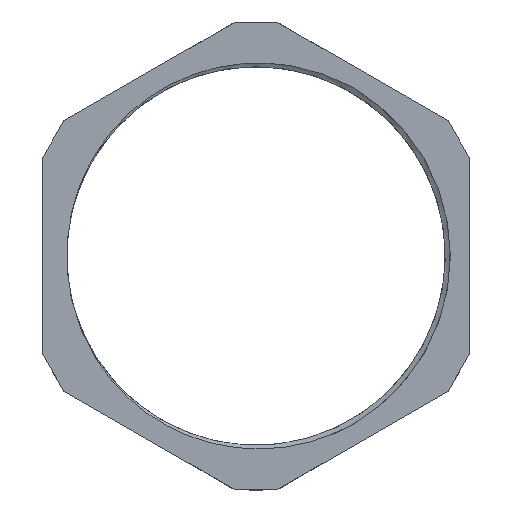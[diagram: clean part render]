
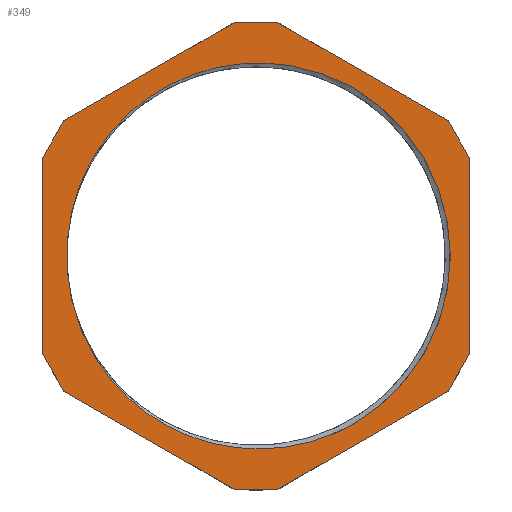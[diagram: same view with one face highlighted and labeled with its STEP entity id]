
A CAD part, top view. The second image highlights one B-rep face of the part: STEP entity #349.
In plain terms, the highlighted planar face has unit normal (0, 0, 1).
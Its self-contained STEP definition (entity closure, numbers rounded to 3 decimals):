
#17=FACE_BOUND('',#140,.T.);
#25=LINE('',#1263,#49);
#28=LINE('',#1273,#52);
#30=LINE('',#1279,#54);
#32=LINE('',#1287,#56);
#34=LINE('',#1293,#58);
#36=LINE('',#1301,#60);
#38=LINE('',#1307,#62);
#40=LINE('',#1316,#64);
#43=LINE('',#1325,#67);
#44=LINE('',#1330,#68);
#47=LINE('',#1339,#71);
#48=LINE('',#1342,#72);
#49=VECTOR('',#396,10.);
#52=VECTOR('',#401,10.);
#54=VECTOR('',#407,10.);
#56=VECTOR('',#411,10.);
#58=VECTOR('',#417,10.);
#60=VECTOR('',#421,10.);
#62=VECTOR('',#427,10.);
#64=VECTOR('',#431,10.);
#67=VECTOR('',#436,10.);
#68=VECTOR('',#441,10.);
#71=VECTOR('',#446,10.);
#72=VECTOR('',#451,10.);
#86=PLANE('',#385);
#88=CIRCLE('',#360,28.889);
#97=CIRCLE('',#384,29.65);
#118=FACE_OUTER_BOUND('',#139,.T.);
#139=EDGE_LOOP('',(#313,#314,#315,#316,#317,#318,#319,#320,#321,#322,#323,
#324));
#140=EDGE_LOOP('',(#325,#326,#327,#328));
#143=B_SPLINE_CURVE_WITH_KNOTS('',3,(#751,#752,#753,#754,#755,#756,#757,
#758,#759,#760,#761,#762,#763,#764,#765,#766),.UNSPECIFIED.,.F.,.F.,(4,
3,3,3,3,4),(-5.474,-4.399,-2.943,-1.476,
-0.105,0.),.UNSPECIFIED.);
#148=B_SPLINE_CURVE_WITH_KNOTS('',3,(#1244,#1245,#1246,#1247,#1248,#1249,
#1250,#1251,#1252,#1253,#1254,#1255,#1256,#1257,#1258,#1259),
 .UNSPECIFIED.,.F.,.F.,(4,3,3,3,3,4),(-5.471,-4.375,
-2.907,-1.448,-0.088,0.),
 .UNSPECIFIED.);
#151=VERTEX_POINT('',#699);
#152=VERTEX_POINT('',#750);
#154=VERTEX_POINT('',#820);
#156=VERTEX_POINT('',#1101);
#157=VERTEX_POINT('',#1261);
#158=VERTEX_POINT('',#1262);
#161=VERTEX_POINT('',#1272);
#163=VERTEX_POINT('',#1278);
#165=VERTEX_POINT('',#1286);
#167=VERTEX_POINT('',#1292);
#169=VERTEX_POINT('',#1300);
#171=VERTEX_POINT('',#1306);
#173=VERTEX_POINT('',#1314);
#174=VERTEX_POINT('',#1315);
#177=VERTEX_POINT('',#1328);
#178=VERTEX_POINT('',#1329);
#184=EDGE_CURVE('',#151,#152,#143,.T.);
#188=EDGE_CURVE('',#154,#151,#88,.T.);
#191=EDGE_CURVE('',#156,#154,#148,.T.);
#192=EDGE_CURVE('',#157,#158,#25,.T.);
#196=EDGE_CURVE('',#158,#161,#28,.T.);
#199=EDGE_CURVE('',#161,#163,#30,.T.);
#202=EDGE_CURVE('',#163,#165,#32,.T.);
#205=EDGE_CURVE('',#165,#167,#34,.T.);
#208=EDGE_CURVE('',#167,#169,#36,.T.);
#211=EDGE_CURVE('',#169,#171,#38,.T.);
#214=EDGE_CURVE('',#173,#174,#40,.T.);
#218=EDGE_CURVE('',#174,#157,#43,.T.);
#220=EDGE_CURVE('',#177,#178,#44,.T.);
#224=EDGE_CURVE('',#171,#177,#47,.T.);
#226=EDGE_CURVE('',#178,#173,#48,.T.);
#230=EDGE_CURVE('',#156,#152,#97,.T.);
#313=ORIENTED_EDGE('',*,*,#224,.T.);
#314=ORIENTED_EDGE('',*,*,#220,.T.);
#315=ORIENTED_EDGE('',*,*,#226,.T.);
#316=ORIENTED_EDGE('',*,*,#214,.T.);
#317=ORIENTED_EDGE('',*,*,#218,.T.);
#318=ORIENTED_EDGE('',*,*,#192,.T.);
#319=ORIENTED_EDGE('',*,*,#196,.T.);
#320=ORIENTED_EDGE('',*,*,#199,.T.);
#321=ORIENTED_EDGE('',*,*,#202,.T.);
#322=ORIENTED_EDGE('',*,*,#205,.T.);
#323=ORIENTED_EDGE('',*,*,#208,.T.);
#324=ORIENTED_EDGE('',*,*,#211,.T.);
#325=ORIENTED_EDGE('',*,*,#230,.T.);
#326=ORIENTED_EDGE('',*,*,#184,.F.);
#327=ORIENTED_EDGE('',*,*,#188,.F.);
#328=ORIENTED_EDGE('',*,*,#191,.F.);
#349=ADVANCED_FACE('',(#118,#17),#86,.T.);
#360=AXIS2_PLACEMENT_3D('',#871,#392,#393);
#384=AXIS2_PLACEMENT_3D('',#1350,#464,#465);
#385=AXIS2_PLACEMENT_3D('',#1351,#466,#467);
#392=DIRECTION('center_axis',(0.,0.,1.));
#393=DIRECTION('ref_axis',(-1.,0.,0.));
#396=DIRECTION('',(0.866,0.5,0.));
#401=DIRECTION('',(0.5,0.866,0.));
#407=DIRECTION('',(0.,1.,0.));
#411=DIRECTION('',(-0.5,0.866,0.));
#417=DIRECTION('',(-0.866,0.5,0.));
#421=DIRECTION('',(-1.,0.,0.));
#427=DIRECTION('',(-0.866,-0.5,0.));
#431=DIRECTION('',(0.866,-0.5,0.));
#436=DIRECTION('',(1.,0.,0.));
#441=DIRECTION('',(0.,-1.,0.));
#446=DIRECTION('',(-0.5,-0.866,0.));
#451=DIRECTION('',(0.5,-0.866,0.));
#464=DIRECTION('center_axis',(0.,0.,-1.));
#465=DIRECTION('ref_axis',(-1.,0.,0.));
#466=DIRECTION('center_axis',(0.,0.,1.));
#467=DIRECTION('ref_axis',(1.,0.,0.));
#699=CARTESIAN_POINT('',(-28.126,-6.597,5.5));
#750=CARTESIAN_POINT('',(14.825,-25.678,5.5));
#751=CARTESIAN_POINT('Ctrl Pts',(-28.125,-6.596,5.5));
#752=CARTESIAN_POINT('Ctrl Pts',(-27.354,-10.092,5.5));
#753=CARTESIAN_POINT('Ctrl Pts',(-25.944,-13.426,5.5));
#754=CARTESIAN_POINT('Ctrl Pts',(-23.966,-16.405,5.5));
#755=CARTESIAN_POINT('Ctrl Pts',(-21.285,-20.442,5.5));
#756=CARTESIAN_POINT('Ctrl Pts',(-17.579,-23.784,5.5));
#757=CARTESIAN_POINT('Ctrl Pts',(-13.31,-26.041,5.5));
#758=CARTESIAN_POINT('Ctrl Pts',(-9.01,-28.316,5.5));
#759=CARTESIAN_POINT('Ctrl Pts',(-4.116,-29.497,5.5));
#760=CARTESIAN_POINT('Ctrl Pts',(0.753,-29.44,5.5));
#761=CARTESIAN_POINT('Ctrl Pts',(5.302,-29.386,5.5));
#762=CARTESIAN_POINT('Ctrl Pts',(9.837,-28.256,5.5));
#763=CARTESIAN_POINT('Ctrl Pts',(13.897,-26.175,5.5));
#764=CARTESIAN_POINT('Ctrl Pts',(14.209,-26.015,5.5));
#765=CARTESIAN_POINT('Ctrl Pts',(14.518,-25.849,5.5));
#766=CARTESIAN_POINT('Ctrl Pts',(14.825,-25.678,5.5));
#820=CARTESIAN_POINT('',(-28.126,6.597,5.5));
#871=CARTESIAN_POINT('Origin',(0.,0.,5.5));
#1101=CARTESIAN_POINT('',(14.825,25.678,5.5));
#1244=CARTESIAN_POINT('Ctrl Pts',(14.825,25.677,5.5));
#1245=CARTESIAN_POINT('Ctrl Pts',(11.633,27.458,5.5));
#1246=CARTESIAN_POINT('Ctrl Pts',(8.133,28.644,5.5));
#1247=CARTESIAN_POINT('Ctrl Pts',(4.517,29.154,5.5));
#1248=CARTESIAN_POINT('Ctrl Pts',(-0.324,29.835,5.5));
#1249=CARTESIAN_POINT('Ctrl Pts',(-5.329,29.286,5.5));
#1250=CARTESIAN_POINT('Ctrl Pts',(-9.89,27.579,5.5));
#1251=CARTESIAN_POINT('Ctrl Pts',(-14.423,25.881,5.5));
#1252=CARTESIAN_POINT('Ctrl Pts',(-18.539,23.028,5.5));
#1253=CARTESIAN_POINT('Ctrl Pts',(-21.711,19.368,5.5));
#1254=CARTESIAN_POINT('Ctrl Pts',(-24.669,15.957,5.5));
#1255=CARTESIAN_POINT('Ctrl Pts',(-26.816,11.843,5.5));
#1256=CARTESIAN_POINT('Ctrl Pts',(-27.924,7.454,5.5));
#1257=CARTESIAN_POINT('Ctrl Pts',(-27.995,7.169,5.5));
#1258=CARTESIAN_POINT('Ctrl Pts',(-28.063,6.884,5.5));
#1259=CARTESIAN_POINT('Ctrl Pts',(-28.126,6.597,5.5));
#1261=CARTESIAN_POINT('',(3.194,-35.689,5.5));
#1262=CARTESIAN_POINT('',(29.31,-20.611,5.5));
#1263=CARTESIAN_POINT('',(30.517,-19.914,5.5));
#1272=CARTESIAN_POINT('',(32.504,-15.078,5.5));
#1273=CARTESIAN_POINT('',(31.706,-16.461,5.5));
#1278=CARTESIAN_POINT('',(32.504,15.078,5.5));
#1279=CARTESIAN_POINT('',(32.504,-1.393,5.5));
#1286=CARTESIAN_POINT('',(29.31,20.611,5.5));
#1287=CARTESIAN_POINT('',(37.844,5.829,5.5));
#1292=CARTESIAN_POINT('',(3.194,35.689,5.5));
#1293=CARTESIAN_POINT('',(25.195,22.987,5.5));
#1300=CARTESIAN_POINT('',(-3.194,35.689,5.5));
#1301=CARTESIAN_POINT('',(13.874,35.689,5.5));
#1306=CARTESIAN_POINT('',(-29.31,20.611,5.5));
#1307=CARTESIAN_POINT('',(-15.045,28.846,5.5));
#1314=CARTESIAN_POINT('',(-29.31,-20.611,5.5));
#1315=CARTESIAN_POINT('',(-3.194,-35.689,5.5));
#1316=CARTESIAN_POINT('',(5.748,-40.851,5.5));
#1325=CARTESIAN_POINT('',(17.068,-35.689,5.5));
#1328=CARTESIAN_POINT('',(-32.504,15.078,5.5));
#1329=CARTESIAN_POINT('',(-32.504,-15.078,5.5));
#1330=CARTESIAN_POINT('',(-32.504,-16.471,5.5));
#1339=CARTESIAN_POINT('',(-31.706,16.461,5.5));
#1342=CARTESIAN_POINT('',(-22.373,-32.626,5.5));
#1350=CARTESIAN_POINT('Origin',(0.,0.,5.5));
#1351=CARTESIAN_POINT('Origin',(30.943,-17.865,5.5));
